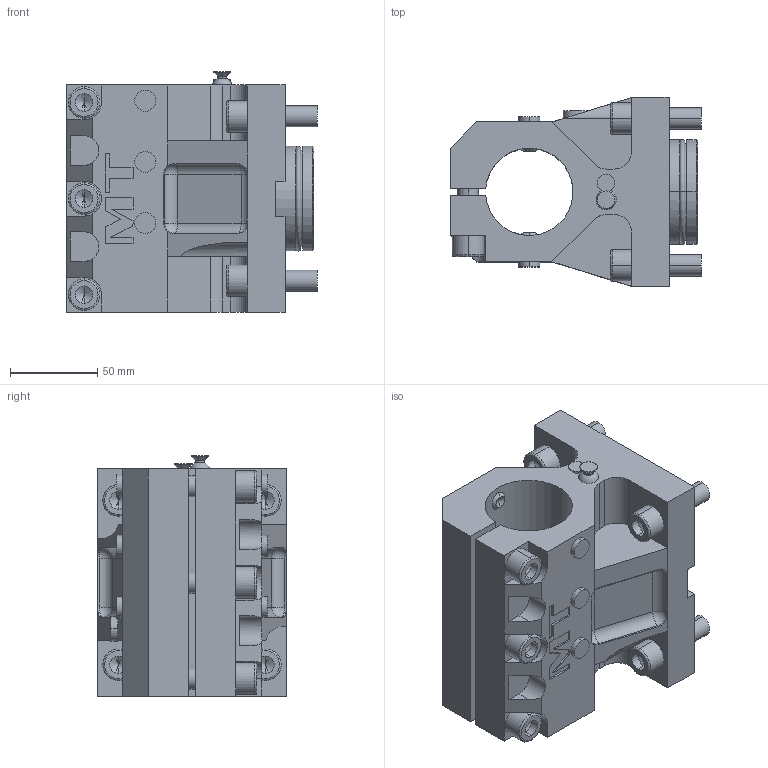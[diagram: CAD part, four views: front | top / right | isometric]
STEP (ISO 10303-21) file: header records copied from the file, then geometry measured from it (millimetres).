
FILE_DESCRIPTION((''),'2;1');
FILE_NAME('MNL0115000_CONF','2023-02-20T12:40:52',('sterribile'),('M.T. srl'),'CREO PARAMETRIC BY PTC INC, 2021072','CREO PARAMETRIC BY PTC INC, 2021072','');
FILE_SCHEMA(('CONFIG_CONTROL_DESIGN'));
Length unit declared in the file: millimetre
Products named in the file (1): MNL0115000_CONF
Bounding box: 143.5 x 108 x 137.55 mm (x, y, z)
Volume: 1040225.7 mm3; surface area: 122681.9 mm2
Topology: 1 solids, 1 shells, 351 faces, 843 edges, 525 vertices
Faces by surface type: plane 158, cylinder 116, cone 44, torus 20, sphere 9, extrusion 4
Entity records: 10821 total; most frequent: CARTESIAN_POINT 2533, DIRECTION 1763, ORIENTED_EDGE 1658, EDGE_CURVE 829, AXIS2_PLACEMENT_3D 635, VERTEX_POINT 525, VECTOR 493, LINE 489
